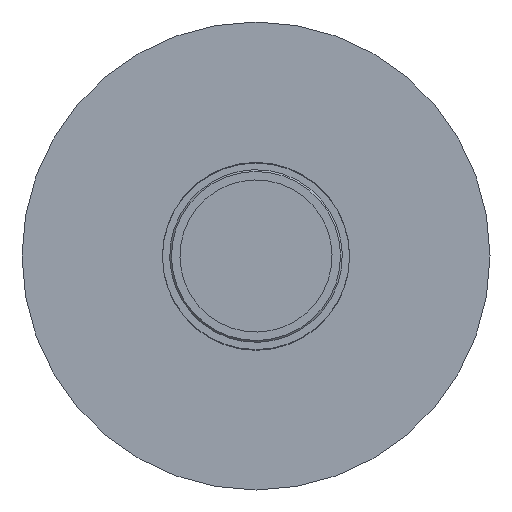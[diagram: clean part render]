
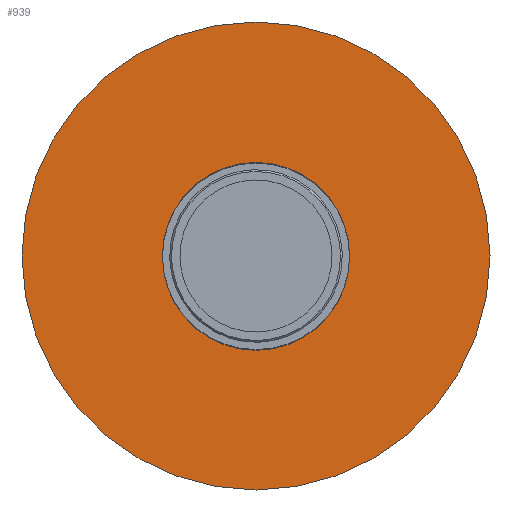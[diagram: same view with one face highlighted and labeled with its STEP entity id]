
A CAD part, front view. The second image highlights one B-rep face of the part: STEP entity #939.
In plain terms, the highlighted planar face has unit normal (0, -1, 0).
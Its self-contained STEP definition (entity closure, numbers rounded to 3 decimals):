
#864=CARTESIAN_POINT('Vertex',(0.,0.,40.)) ;
#869=CARTESIAN_POINT('Axis2P3D Location',(0.,0.,0.)) ;
#873=CARTESIAN_POINT('Vertex',(0.,0.,-40.)) ;
#895=CARTESIAN_POINT('Axis2P3D Location',(0.,0.,0.)) ;
#912=CARTESIAN_POINT('Axis2P3D Location',(-120.,0.,-120.)) ;
#921=CARTESIAN_POINT('Axis2P3D Location',(0.,0.,0.)) ;
#925=CARTESIAN_POINT('Vertex',(0.,0.,-16.)) ;
#927=CARTESIAN_POINT('Vertex',(0.,0.,16.)) ;
#930=CARTESIAN_POINT('Axis2P3D Location',(0.,0.,0.)) ;
#870=DIRECTION('Axis2P3D Direction',(0.,1.,0.)) ;
#896=DIRECTION('Axis2P3D Direction',(0.,1.,0.)) ;
#913=DIRECTION('Axis2P3D Direction',(0.,1.,-0.)) ;
#914=DIRECTION('Axis2P3D XDirection',(-1.,0.,0.)) ;
#922=DIRECTION('Axis2P3D Direction',(0.,1.,-0.)) ;
#931=DIRECTION('Axis2P3D Direction',(0.,1.,-0.)) ;
#871=AXIS2_PLACEMENT_3D('Circle Axis2P3D',#869,#870,$) ;
#897=AXIS2_PLACEMENT_3D('Circle Axis2P3D',#895,#896,$) ;
#915=AXIS2_PLACEMENT_3D('Plane Axis2P3D',#912,#913,#914) ;
#923=AXIS2_PLACEMENT_3D('Circle Axis2P3D',#921,#922,$) ;
#932=AXIS2_PLACEMENT_3D('Circle Axis2P3D',#930,#931,$) ;
#872=CIRCLE('generated circle',#871,40.) ;
#898=CIRCLE('generated circle',#897,40.) ;
#924=CIRCLE('generated circle',#923,16.) ;
#933=CIRCLE('generated circle',#932,16.) ;
#916=PLANE('',#915) ;
#938=FACE_BOUND('',#935,.T.) ;
#875=EDGE_CURVE('',#865,#874,#872,.T.) ;
#899=EDGE_CURVE('',#874,#865,#898,.T.) ;
#929=EDGE_CURVE('',#926,#928,#924,.T.) ;
#934=EDGE_CURVE('',#928,#926,#933,.T.) ;
#918=ORIENTED_EDGE('',*,*,#899,.F.) ;
#919=ORIENTED_EDGE('',*,*,#875,.F.) ;
#936=ORIENTED_EDGE('',*,*,#929,.T.) ;
#937=ORIENTED_EDGE('',*,*,#934,.T.) ;
#917=EDGE_LOOP('',(#918,#919)) ;
#935=EDGE_LOOP('',(#936,#937)) ;
#865=VERTEX_POINT('',#864) ;
#874=VERTEX_POINT('',#873) ;
#926=VERTEX_POINT('',#925) ;
#928=VERTEX_POINT('',#927) ;
#939=ADVANCED_FACE('Tondo.1.1.7',(#920,#938),#916,.F.) ;
#920=FACE_OUTER_BOUND('',#917,.T.) ;
